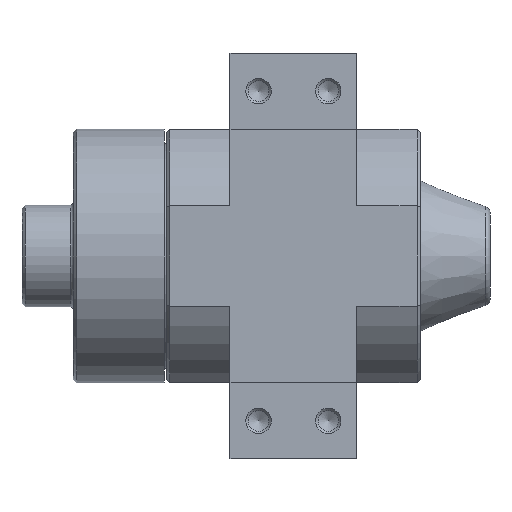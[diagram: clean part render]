
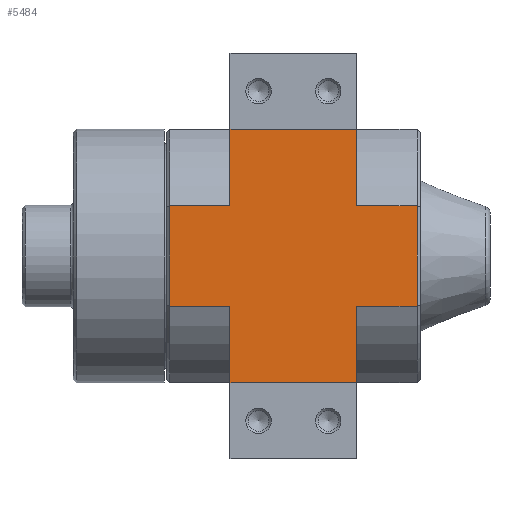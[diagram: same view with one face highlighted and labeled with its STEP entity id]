
A CAD part, left-side view. The second image highlights one B-rep face of the part: STEP entity #5484.
In plain terms, the highlighted face is planar.
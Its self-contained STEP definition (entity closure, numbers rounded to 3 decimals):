
#297=LINE('',#8130,#545);
#307=LINE('',#8186,#555);
#315=LINE('',#8201,#563);
#316=LINE('',#8204,#564);
#317=LINE('',#8206,#565);
#318=LINE('',#8207,#566);
#319=LINE('',#8209,#567);
#320=LINE('',#8211,#568);
#321=LINE('',#8213,#569);
#322=LINE('',#8215,#570);
#323=LINE('',#8216,#571);
#324=LINE('',#8218,#572);
#545=VECTOR('',#6592,1000.);
#555=VECTOR('',#6626,1000.);
#563=VECTOR('',#6636,1000.);
#564=VECTOR('',#6637,1000.);
#565=VECTOR('',#6638,1000.);
#566=VECTOR('',#6639,1000.);
#567=VECTOR('',#6640,1000.);
#568=VECTOR('',#6641,1000.);
#569=VECTOR('',#6642,1000.);
#570=VECTOR('',#6643,1000.);
#571=VECTOR('',#6644,1000.);
#572=VECTOR('',#6645,1000.);
#897=ORIENTED_EDGE('',*,*,#2063,.T.);
#898=ORIENTED_EDGE('',*,*,#2064,.F.);
#899=ORIENTED_EDGE('',*,*,#2065,.T.);
#900=ORIENTED_EDGE('',*,*,#2033,.T.);
#901=ORIENTED_EDGE('',*,*,#2066,.F.);
#902=ORIENTED_EDGE('',*,*,#2067,.T.);
#903=ORIENTED_EDGE('',*,*,#2068,.F.);
#904=ORIENTED_EDGE('',*,*,#2069,.T.);
#905=ORIENTED_EDGE('',*,*,#2070,.F.);
#906=ORIENTED_EDGE('',*,*,#2055,.T.);
#907=ORIENTED_EDGE('',*,*,#2071,.T.);
#908=ORIENTED_EDGE('',*,*,#2072,.F.);
#2033=EDGE_CURVE('',#2618,#2617,#297,.T.);
#2055=EDGE_CURVE('',#2636,#2635,#307,.T.);
#2063=EDGE_CURVE('',#2642,#2643,#315,.T.);
#2064=EDGE_CURVE('',#2644,#2643,#316,.F.);
#2065=EDGE_CURVE('',#2644,#2618,#317,.T.);
#2066=EDGE_CURVE('',#2645,#2617,#318,.T.);
#2067=EDGE_CURVE('',#2645,#2646,#319,.F.);
#2068=EDGE_CURVE('',#2647,#2646,#320,.T.);
#2069=EDGE_CURVE('',#2647,#2648,#321,.T.);
#2070=EDGE_CURVE('',#2636,#2648,#322,.T.);
#2071=EDGE_CURVE('',#2635,#2649,#323,.T.);
#2072=EDGE_CURVE('',#2642,#2649,#324,.T.);
#2617=VERTEX_POINT('',#8129);
#2618=VERTEX_POINT('',#8131);
#2635=VERTEX_POINT('',#8185);
#2636=VERTEX_POINT('',#8187);
#2642=VERTEX_POINT('',#8202);
#2643=VERTEX_POINT('',#8203);
#2644=VERTEX_POINT('',#8205);
#2645=VERTEX_POINT('',#8208);
#2646=VERTEX_POINT('',#8210);
#2647=VERTEX_POINT('',#8212);
#2648=VERTEX_POINT('',#8214);
#2649=VERTEX_POINT('',#8217);
#3315=EDGE_LOOP('',(#897,#898,#899,#900,#901,#902,#903,#904,#905,#906,#907,
#908));
#3775=FACE_BOUND('',#3315,.T.);
#4229=PLANE('',#5884);
#5484=ADVANCED_FACE('',(#3775),#4229,.T.);
#5884=AXIS2_PLACEMENT_3D('',#8200,#6634,#6635);
#6592=DIRECTION('',(0.,-1.,0.));
#6626=DIRECTION('',(0.,1.,0.));
#6634=DIRECTION('',(0.,0.,1.));
#6635=DIRECTION('',(1.,0.,0.));
#6636=DIRECTION('',(-1.,0.,0.));
#6637=DIRECTION('',(0.,-1.,0.));
#6638=DIRECTION('',(-1.,0.,0.));
#6639=DIRECTION('',(-1.,0.,0.));
#6640=DIRECTION('',(0.,1.,0.));
#6641=DIRECTION('',(-1.,0.,0.));
#6642=DIRECTION('',(0.,1.,0.));
#6643=DIRECTION('',(-1.,0.,0.));
#6644=DIRECTION('',(-1.,0.,0.));
#6645=DIRECTION('',(0.,-1.,0.));
#8129=CARTESIAN_POINT('',(-20.,-10.,20.));
#8130=CARTESIAN_POINT('',(-20.,19.5,20.));
#8131=CARTESIAN_POINT('',(-20.,10.,20.));
#8185=CARTESIAN_POINT('',(20.,10.,20.));
#8186=CARTESIAN_POINT('',(20.,-19.5,20.));
#8187=CARTESIAN_POINT('',(20.,-10.,20.));
#8200=CARTESIAN_POINT('',(0.,0.,20.));
#8201=CARTESIAN_POINT('',(33.,19.5,20.));
#8202=CARTESIAN_POINT('',(7.89,19.5,20.));
#8203=CARTESIAN_POINT('',(-7.89,19.5,20.));
#8204=CARTESIAN_POINT('',(-7.89,27.,20.));
#8205=CARTESIAN_POINT('',(-7.89,10.,20.));
#8206=CARTESIAN_POINT('',(0.,10.,20.));
#8207=CARTESIAN_POINT('',(0.,-10.,20.));
#8208=CARTESIAN_POINT('',(-7.89,-10.,20.));
#8209=CARTESIAN_POINT('',(-7.89,-27.,20.));
#8210=CARTESIAN_POINT('',(-7.89,-19.5,20.));
#8211=CARTESIAN_POINT('',(33.,-19.5,20.));
#8212=CARTESIAN_POINT('',(7.89,-19.5,20.));
#8213=CARTESIAN_POINT('',(7.89,-27.,20.));
#8214=CARTESIAN_POINT('',(7.89,-10.,20.));
#8215=CARTESIAN_POINT('',(0.,-10.,20.));
#8216=CARTESIAN_POINT('',(0.,10.,20.));
#8217=CARTESIAN_POINT('',(7.89,10.,20.));
#8218=CARTESIAN_POINT('',(7.89,27.,20.));
